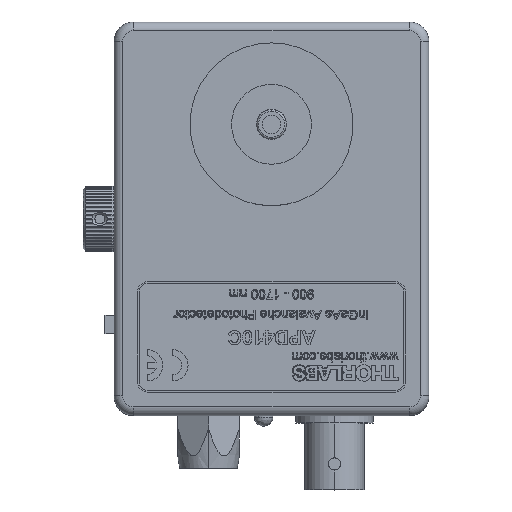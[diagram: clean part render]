
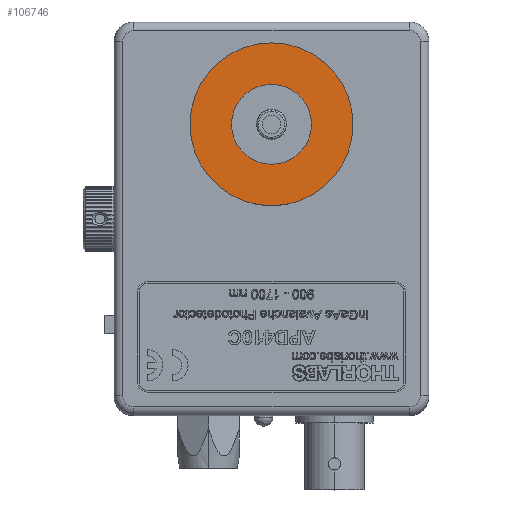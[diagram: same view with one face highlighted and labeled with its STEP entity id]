
A CAD part, top view. The second image highlights one B-rep face of the part: STEP entity #106746.
In plain terms, the highlighted planar face has unit normal (0, 0, 1).
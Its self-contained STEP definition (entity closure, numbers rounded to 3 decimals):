
#1215 = EDGE_LOOP ( 'NONE', ( #52733, #125814 ) ) ;
#4120 = DIRECTION ( 'NONE',  ( 1., 0., 0. ) ) ;
#6599 = EDGE_CURVE ( 'NONE', #11482, #111462, #121941, .T. ) ;
#11482 = VERTEX_POINT ( 'NONE', #134964 ) ;
#11944 = DIRECTION ( 'NONE',  ( 0., 0., 1. ) ) ;
#12680 = CARTESIAN_POINT ( 'NONE',  ( 25.4, 46.99, 27.432 ) ) ;
#21679 = AXIS2_PLACEMENT_3D ( 'NONE', #135185, #69713, #4120 ) ;
#23616 = DIRECTION ( 'NONE',  ( 1., 0., 0. ) ) ;
#24306 = CIRCLE ( 'NONE', #21679, 6.439 ) ;
#28802 = EDGE_CURVE ( 'NONE', #53197, #38128, #24306, .T. ) ;
#32827 = CARTESIAN_POINT ( 'NONE',  ( 18.961, 46.99, 27.432 ) ) ;
#37816 = AXIS2_PLACEMENT_3D ( 'NONE', #12680, #89133, #23616 ) ;
#38128 = VERTEX_POINT ( 'NONE', #119264 ) ;
#48224 = ORIENTED_EDGE ( 'NONE', *, *, #6599, .T. ) ;
#52733 = ORIENTED_EDGE ( 'NONE', *, *, #116729, .F. ) ;
#53197 = VERTEX_POINT ( 'NONE', #32827 ) ;
#54547 = CIRCLE ( 'NONE', #129370, 6.439 ) ;
#55044 = CARTESIAN_POINT ( 'NONE',  ( 25.4, 46.99, 27.432 ) ) ;
#55670 = CARTESIAN_POINT ( 'NONE',  ( 25.4, 46.99, 27.432 ) ) ;
#58599 = AXIS2_PLACEMENT_3D ( 'NONE', #77391, #11944, #88379 ) ;
#62422 = CARTESIAN_POINT ( 'NONE',  ( 12.256, 46.99, 27.432 ) ) ;
#66033 = DIRECTION ( 'NONE',  ( 1., 0., 0. ) ) ;
#66678 = DIRECTION ( 'NONE',  ( 1., 0., 0. ) ) ;
#67286 = EDGE_CURVE ( 'NONE', #111462, #11482, #81474, .T. ) ;
#68675 = ORIENTED_EDGE ( 'NONE', *, *, #67286, .T. ) ;
#69713 = DIRECTION ( 'NONE',  ( 0., 0., 1. ) ) ;
#76046 = FACE_OUTER_BOUND ( 'NONE', #138433, .T. ) ;
#77391 = CARTESIAN_POINT ( 'NONE',  ( 25.4, 46.99, 27.432 ) ) ;
#81474 = CIRCLE ( 'NONE', #124349, 13.144 ) ;
#88379 = DIRECTION ( 'NONE',  ( 1., 0., 0. ) ) ;
#89133 = DIRECTION ( 'NONE',  ( 0., 0., 1. ) ) ;
#106746 = ADVANCED_FACE ( 'NONE', ( #134244, #76046 ), #110630, .T. ) ;
#110630 = PLANE ( 'NONE',  #37816 ) ;
#111462 = VERTEX_POINT ( 'NONE', #62422 ) ;
#116729 = EDGE_CURVE ( 'NONE', #38128, #53197, #54547, .T. ) ;
#119264 = CARTESIAN_POINT ( 'NONE',  ( 31.839, 46.99, 27.432 ) ) ;
#121941 = CIRCLE ( 'NONE', #58599, 13.144 ) ;
#124349 = AXIS2_PLACEMENT_3D ( 'NONE', #55670, #132158, #66678 ) ;
#125814 = ORIENTED_EDGE ( 'NONE', *, *, #28802, .F. ) ;
#129370 = AXIS2_PLACEMENT_3D ( 'NONE', #55044, #131495, #66033 ) ;
#131495 = DIRECTION ( 'NONE',  ( 0., 0., 1. ) ) ;
#132158 = DIRECTION ( 'NONE',  ( 0., 0., 1. ) ) ;
#134244 = FACE_BOUND ( 'NONE', #1215, .T. ) ;
#134964 = CARTESIAN_POINT ( 'NONE',  ( 38.544, 46.99, 27.432 ) ) ;
#135185 = CARTESIAN_POINT ( 'NONE',  ( 25.4, 46.99, 27.432 ) ) ;
#138433 = EDGE_LOOP ( 'NONE', ( #68675, #48224 ) ) ;
